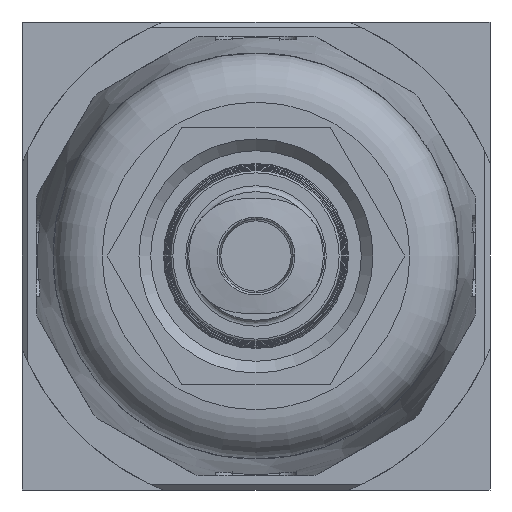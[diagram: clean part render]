
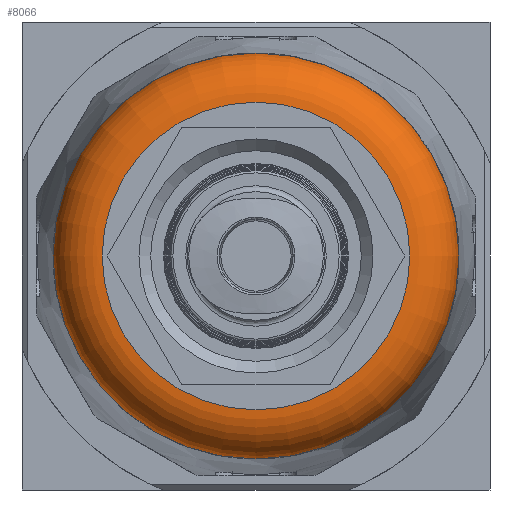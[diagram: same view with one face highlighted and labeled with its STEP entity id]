
A CAD part, front view. The second image highlights one B-rep face of the part: STEP entity #8066.
In plain terms, the highlighted toroidal (fillet/blend) face has major radius 13.15 mm and minor radius 4.2 mm.
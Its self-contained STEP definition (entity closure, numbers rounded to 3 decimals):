
#53=TOROIDAL_SURFACE('',#8686,13.15,4.2);
#2300=ORIENTED_EDGE('',*,*,#3445,.T.);
#2301=ORIENTED_EDGE('',*,*,#3444,.F.);
#3444=EDGE_CURVE('',#4084,#4084,#4472,.T.);
#3445=EDGE_CURVE('',#4085,#4085,#4473,.T.);
#4084=VERTEX_POINT('',#12235);
#4085=VERTEX_POINT('',#12238);
#4472=CIRCLE('',#8685,13.15);
#4473=CIRCLE('',#8687,17.35);
#4826=EDGE_LOOP('',(#2300));
#4827=EDGE_LOOP('',(#2301));
#5298=FACE_BOUND('',#4826,.T.);
#5299=FACE_BOUND('',#4827,.T.);
#8066=ADVANCED_FACE('',(#5298,#5299),#53,.T.);
#8685=AXIS2_PLACEMENT_3D('',#12234,#10109,#10110);
#8686=AXIS2_PLACEMENT_3D('',#12236,#10111,#10112);
#8687=AXIS2_PLACEMENT_3D('',#12237,#10113,#10114);
#10109=DIRECTION('',(0.,-1.,0.));
#10110=DIRECTION('',(0.,0.,-1.));
#10111=DIRECTION('',(0.,-1.,0.));
#10112=DIRECTION('',(0.,0.,-1.));
#10113=DIRECTION('',(0.,-1.,0.));
#10114=DIRECTION('',(0.,0.,-1.));
#12234=CARTESIAN_POINT('',(0.,-119.,0.));
#12235=CARTESIAN_POINT('',(0.,-119.,-13.15));
#12236=CARTESIAN_POINT('',(0.,-114.8,0.));
#12237=CARTESIAN_POINT('',(0.,-114.8,0.));
#12238=CARTESIAN_POINT('',(0.,-114.8,-17.35));
